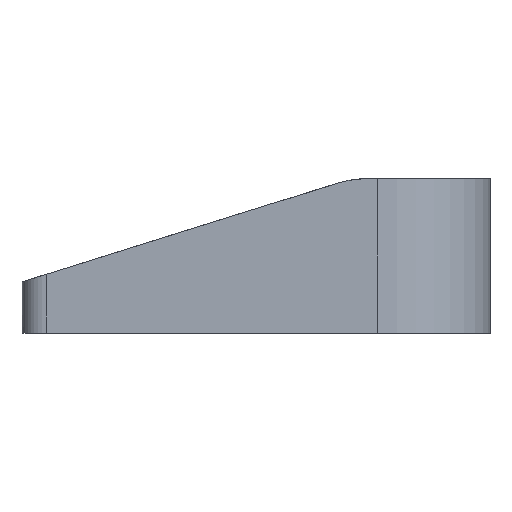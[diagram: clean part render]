
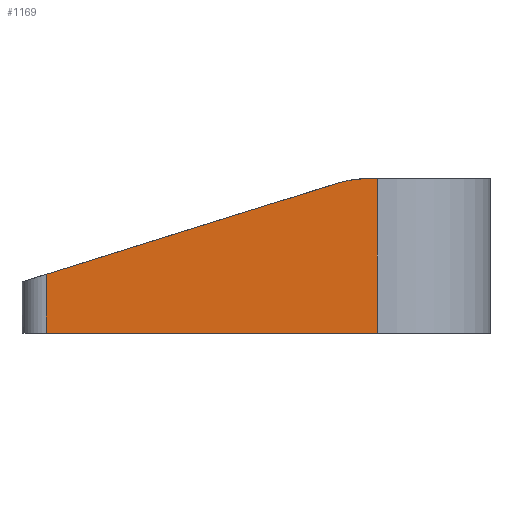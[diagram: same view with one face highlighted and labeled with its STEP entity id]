
A CAD part, front view. The second image highlights one B-rep face of the part: STEP entity #1169.
In plain terms, the highlighted planar face has unit normal (0, -1, 0).
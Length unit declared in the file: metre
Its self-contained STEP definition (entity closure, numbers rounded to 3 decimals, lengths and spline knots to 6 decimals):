
#88=CIRCLE('',#1328,0.009);
#180=LINE('',#2106,#268);
#181=LINE('',#2112,#269);
#182=LINE('',#2117,#270);
#183=LINE('',#2118,#271);
#184=LINE('',#2120,#272);
#268=VECTOR('',#1620,1.);
#269=VECTOR('',#1627,1.);
#270=VECTOR('',#1630,1.);
#271=VECTOR('',#1631,1.);
#272=VECTOR('',#1632,1.);
#542=ORIENTED_EDGE('',*,*,#771,.F.);
#543=ORIENTED_EDGE('',*,*,#772,.T.);
#544=ORIENTED_EDGE('',*,*,#773,.T.);
#545=ORIENTED_EDGE('',*,*,#768,.T.);
#546=ORIENTED_EDGE('',*,*,#774,.T.);
#547=ORIENTED_EDGE('',*,*,#775,.F.);
#768=EDGE_CURVE('',#893,#894,#180,.T.);
#771=EDGE_CURVE('',#895,#896,#181,.T.);
#772=EDGE_CURVE('',#895,#897,#88,.F.);
#773=EDGE_CURVE('',#897,#893,#182,.T.);
#774=EDGE_CURVE('',#894,#898,#183,.T.);
#775=EDGE_CURVE('',#896,#898,#184,.T.);
#893=VERTEX_POINT('',#2107);
#894=VERTEX_POINT('',#2108);
#895=VERTEX_POINT('',#2113);
#896=VERTEX_POINT('',#2114);
#897=VERTEX_POINT('',#2116);
#898=VERTEX_POINT('',#2119);
#992=EDGE_LOOP('',(#542,#543,#544,#545,#546,#547));
#1065=FACE_BOUND('',#992,.T.);
#1107=PLANE('',#1327);
#1169=ADVANCED_FACE('',(#1065),#1107,.F.);
#1327=AXIS2_PLACEMENT_3D('',#2111,#1625,#1626);
#1328=AXIS2_PLACEMENT_3D('',#2115,#1628,#1629);
#1620=DIRECTION('',(0.,0.,-1.));
#1625=DIRECTION('',(0.,1.,0.));
#1626=DIRECTION('',(0.,0.,1.));
#1627=DIRECTION('',(1.,0.,0.));
#1628=DIRECTION('',(0.,1.,0.));
#1629=DIRECTION('',(0.,0.,1.));
#1630=DIRECTION('',(-0.954,0.,-0.299));
#1631=DIRECTION('',(1.,0.,0.));
#1632=DIRECTION('',(0.,0.,-1.));
#2106=CARTESIAN_POINT('',(0.0451,-0.04754,0.0428));
#2107=CARTESIAN_POINT('',(0.0451,-0.04754,0.034141));
#2108=CARTESIAN_POINT('',(0.0451,-0.04754,0.0288));
#2111=CARTESIAN_POINT('',(0.0601,-0.04754,0.0428));
#2112=CARTESIAN_POINT('',(0.0601,-0.04754,0.0428));
#2113=CARTESIAN_POINT('',(0.074142,-0.04754,0.0428));
#2114=CARTESIAN_POINT('',(0.0751,-0.04754,0.0428));
#2115=CARTESIAN_POINT('',(0.074142,-0.04754,0.0338));
#2116=CARTESIAN_POINT('',(0.071454,-0.04754,0.042389));
#2117=CARTESIAN_POINT('',(0.06123,-0.04754,0.039189));
#2118=CARTESIAN_POINT('',(0.0601,-0.04754,0.0288));
#2119=CARTESIAN_POINT('',(0.0751,-0.04754,0.0288));
#2120=CARTESIAN_POINT('',(0.0751,-0.04754,0.0428));
